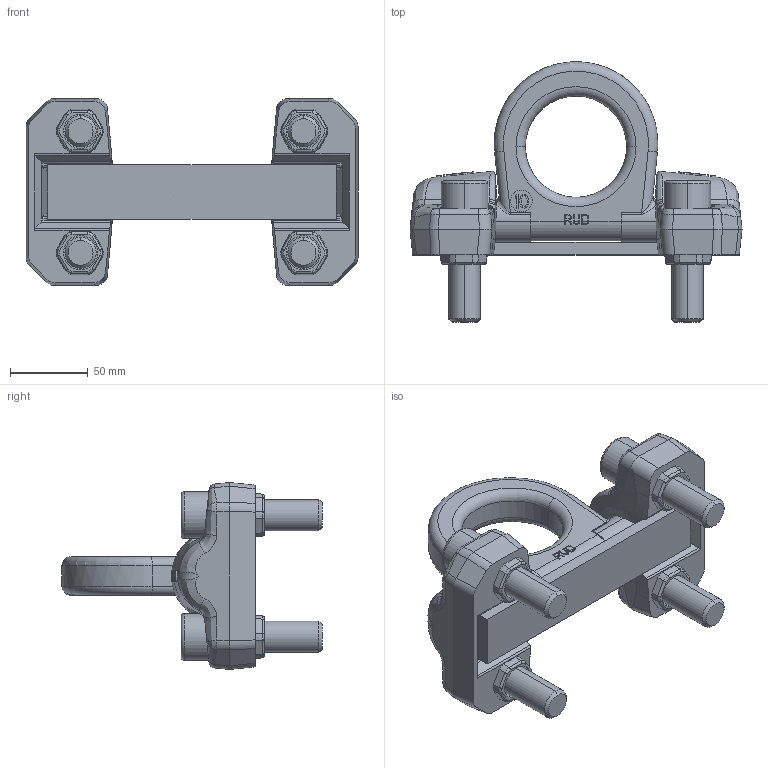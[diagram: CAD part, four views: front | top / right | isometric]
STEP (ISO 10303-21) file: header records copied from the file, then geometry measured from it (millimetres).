
FILE_DESCRIPTION((''),'2;1');
FILE_NAME('001-M32549-P-5_ASM','2015-02-18T',('Roland.Jakubetz'),(''),'PRO/ENGINEER BY PARAMETRIC TECHNOLOGY CORPORATION, 2010140','PRO/ENGINEER BY PARAMETRIC TECHNOLOGY CORPORATION, 2010140','');
FILE_SCHEMA(('CONFIG_CONTROL_DESIGN'));
Length unit declared in the file: millimetre
Products named in the file (7): 001-M32549-P-3_AF0; 001-M32549-P-1_ASM; 001-M32549-P-2; 001-M31826-P-1; 001-M32549-P-4_ASM; 001-M31116-P-2; 001-M32549-P-5_ASM
Assembly tree (10 placements, depth 4):
  001-M32549-P-5_ASM
    001-M32549-P-4_ASM
      001-M32549-P-1_ASM  x2
        001-M32549-P-3_AF0
      001-M32549-P-2
      001-M31826-P-1
    001-M31116-P-2  x4
Bounding box: 213 x 166.92 x 120 mm (x, y, z)
Volume: 687644.4 mm3; surface area: 139614.6 mm2
Topology: 8 solids, 8 shells, 949 faces, 2545 edges, 1652 vertices
Faces by surface type: plane 625, cylinder 116, bspline 96, cone 70, torus 42
Entity records: 21480 total; most frequent: CARTESIAN_POINT 8419, ORIENTED_EDGE 3000, DIRECTION 2228, EDGE_CURVE 1500, VERTEX_POINT 978, AXIS2_PLACEMENT_3D 746, VECTOR 736, LINE 736
